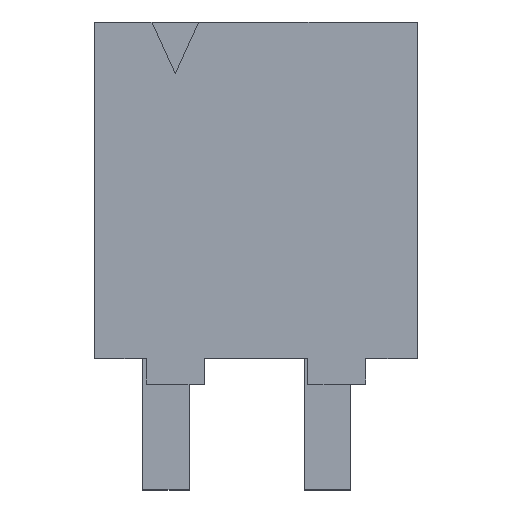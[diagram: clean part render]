
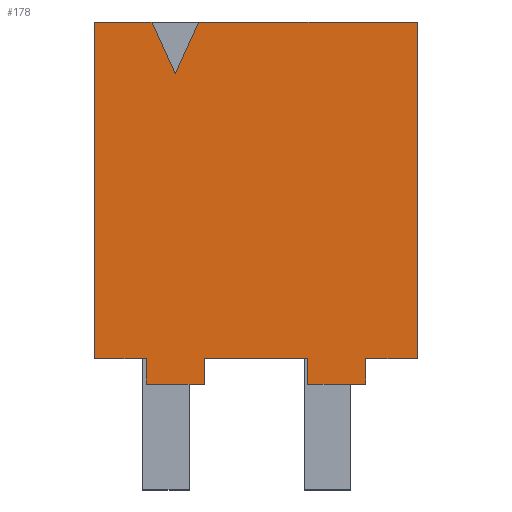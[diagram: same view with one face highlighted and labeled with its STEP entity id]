
A CAD part, top view. The second image highlights one B-rep face of the part: STEP entity #178.
In plain terms, the highlighted planar face has unit normal (0, 0, 1).
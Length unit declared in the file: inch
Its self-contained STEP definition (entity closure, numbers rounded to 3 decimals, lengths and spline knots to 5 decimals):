
#178 = ADVANCED_FACE( '', ( #270 ), #271, .F. );
#270 = FACE_OUTER_BOUND( '', #447, .T. );
#271 = PLANE( '', #448 );
#447 = EDGE_LOOP( '', ( #667, #668, #669, #670, #671, #672, #673, #674, #675, #676, #677, #678, #679, #680, #681 ) );
#448 = AXIS2_PLACEMENT_3D( '', #682, #683, #684 );
#667 = ORIENTED_EDGE( '', *, *, #1274, .F. );
#668 = ORIENTED_EDGE( '', *, *, #1280, .F. );
#669 = ORIENTED_EDGE( '', *, *, #1306, .F. );
#670 = ORIENTED_EDGE( '', *, *, #1304, .T. );
#671 = ORIENTED_EDGE( '', *, *, #1307, .F. );
#672 = ORIENTED_EDGE( '', *, *, #1308, .F. );
#673 = ORIENTED_EDGE( '', *, *, #1288, .T. );
#674 = ORIENTED_EDGE( '', *, *, #1309, .F. );
#675 = ORIENTED_EDGE( '', *, *, #1310, .F. );
#676 = ORIENTED_EDGE( '', *, *, #1311, .F. );
#677 = ORIENTED_EDGE( '', *, *, #1294, .T. );
#678 = ORIENTED_EDGE( '', *, *, #1312, .F. );
#679 = ORIENTED_EDGE( '', *, *, #1313, .F. );
#680 = ORIENTED_EDGE( '', *, *, #1298, .F. );
#681 = ORIENTED_EDGE( '', *, *, #1314, .F. );
#682 = CARTESIAN_POINT( '', ( -0.156, 0.35, 0.1 ) );
#683 = DIRECTION( '', ( 0., 0., -1. ) );
#684 = DIRECTION( '', ( -1., 0., 0. ) );
#1274 = EDGE_CURVE( '', #1487, #1488, #1489, .T. );
#1280 = EDGE_CURVE( '', #1498, #1487, #1499, .T. );
#1288 = EDGE_CURVE( '', #1514, #1512, #1515, .T. );
#1294 = EDGE_CURVE( '', #1525, #1526, #1527, .T. );
#1298 = EDGE_CURVE( '', #1533, #1534, #1535, .T. );
#1304 = EDGE_CURVE( '', #1546, #1544, #1547, .T. );
#1306 = EDGE_CURVE( '', #1546, #1498, #1549, .T. );
#1307 = EDGE_CURVE( '', #1550, #1544, #1551, .T. );
#1308 = EDGE_CURVE( '', #1514, #1550, #1552, .T. );
#1309 = EDGE_CURVE( '', #1553, #1512, #1554, .T. );
#1310 = EDGE_CURVE( '', #1555, #1553, #1556, .T. );
#1311 = EDGE_CURVE( '', #1525, #1555, #1557, .T. );
#1312 = EDGE_CURVE( '', #1558, #1526, #1559, .T. );
#1313 = EDGE_CURVE( '', #1534, #1558, #1560, .T. );
#1314 = EDGE_CURVE( '', #1488, #1533, #1561, .T. );
#1487 = VERTEX_POINT( '', #1842 );
#1488 = VERTEX_POINT( '', #1843 );
#1489 = LINE( '', #1844, #1845 );
#1498 = VERTEX_POINT( '', #1859 );
#1499 = LINE( '', #1860, #1861 );
#1512 = VERTEX_POINT( '', #1880 );
#1514 = VERTEX_POINT( '', #1883 );
#1515 = LINE( '', #1884, #1885 );
#1525 = VERTEX_POINT( '', #1900 );
#1526 = VERTEX_POINT( '', #1901 );
#1527 = LINE( '', #1902, #1903 );
#1533 = VERTEX_POINT( '', #1912 );
#1534 = VERTEX_POINT( '', #1913 );
#1535 = LINE( '', #1914, #1915 );
#1544 = VERTEX_POINT( '', #1928 );
#1546 = VERTEX_POINT( '', #1931 );
#1547 = LINE( '', #1932, #1933 );
#1549 = LINE( '', #1936, #1937 );
#1550 = VERTEX_POINT( '', #1938 );
#1551 = LINE( '', #1939, #1940 );
#1552 = LINE( '', #1941, #1942 );
#1553 = VERTEX_POINT( '', #1943 );
#1554 = LINE( '', #1944, #1945 );
#1555 = VERTEX_POINT( '', #1946 );
#1556 = LINE( '', #1947, #1948 );
#1557 = LINE( '', #1949, #1950 );
#1558 = VERTEX_POINT( '', #1951 );
#1559 = LINE( '', #1952, #1953 );
#1560 = LINE( '', #1954, #1955 );
#1561 = LINE( '', #1956, #1957 );
#1842 = CARTESIAN_POINT( '', ( -0.078, 0.3, 0.1 ) );
#1843 = CARTESIAN_POINT( '', ( -0.0555, 0.35, 0.1 ) );
#1844 = CARTESIAN_POINT( '', ( -0.078, 0.3, 0.1 ) );
#1845 = VECTOR( '', #2402, 39.37008 );
#1859 = CARTESIAN_POINT( '', ( -0.1005, 0.35, 0.1 ) );
#1860 = CARTESIAN_POINT( '', ( -0.1005, 0.35, 0.1 ) );
#1861 = VECTOR( '', #2408, 39.37008 );
#1880 = CARTESIAN_POINT( '', ( -0.05, 0., 0.1 ) );
#1883 = CARTESIAN_POINT( '', ( -0.106, 0., 0.1 ) );
#1884 = CARTESIAN_POINT( '', ( -0.156, 0., 0.1 ) );
#1885 = VECTOR( '', #2416, 39.37008 );
#1900 = CARTESIAN_POINT( '', ( 0.05, 0., 0.1 ) );
#1901 = CARTESIAN_POINT( '', ( 0.106, 0., 0.1 ) );
#1902 = CARTESIAN_POINT( '', ( -0.156, 0., 0.1 ) );
#1903 = VECTOR( '', #2422, 39.37008 );
#1912 = CARTESIAN_POINT( '', ( 0.156, 0.35, 0.1 ) );
#1913 = CARTESIAN_POINT( '', ( 0.156, 0.025, 0.1 ) );
#1914 = CARTESIAN_POINT( '', ( 0.156, 0.35, 0.1 ) );
#1915 = VECTOR( '', #2426, 39.37008 );
#1928 = CARTESIAN_POINT( '', ( -0.156, 0.025, 0.1 ) );
#1931 = CARTESIAN_POINT( '', ( -0.156, 0.35, 0.1 ) );
#1932 = CARTESIAN_POINT( '', ( -0.156, 0.35, 0.1 ) );
#1933 = VECTOR( '', #2432, 39.37008 );
#1936 = CARTESIAN_POINT( '', ( -0.156, 0.35, 0.1 ) );
#1937 = VECTOR( '', #2434, 39.37008 );
#1938 = CARTESIAN_POINT( '', ( -0.106, 0.025, 0.1 ) );
#1939 = CARTESIAN_POINT( '', ( -0.106, 0.025, 0.1 ) );
#1940 = VECTOR( '', #2435, 39.37008 );
#1941 = CARTESIAN_POINT( '', ( -0.106, 0., 0.1 ) );
#1942 = VECTOR( '', #2436, 39.37008 );
#1943 = CARTESIAN_POINT( '', ( -0.05, 0.025, 0.1 ) );
#1944 = CARTESIAN_POINT( '', ( -0.05, 0.025, 0.1 ) );
#1945 = VECTOR( '', #2437, 39.37008 );
#1946 = CARTESIAN_POINT( '', ( 0.05, 0.025, 0.1 ) );
#1947 = CARTESIAN_POINT( '', ( 0.05, 0.025, 0.1 ) );
#1948 = VECTOR( '', #2438, 39.37008 );
#1949 = CARTESIAN_POINT( '', ( 0.05, 0., 0.1 ) );
#1950 = VECTOR( '', #2439, 39.37008 );
#1951 = CARTESIAN_POINT( '', ( 0.106, 0.025, 0.1 ) );
#1952 = CARTESIAN_POINT( '', ( 0.106, 0.025, 0.1 ) );
#1953 = VECTOR( '', #2440, 39.37008 );
#1954 = CARTESIAN_POINT( '', ( 0.206, 0.025, 0.1 ) );
#1955 = VECTOR( '', #2441, 39.37008 );
#1956 = CARTESIAN_POINT( '', ( -0.156, 0.35, 0.1 ) );
#1957 = VECTOR( '', #2442, 39.37008 );
#2402 = DIRECTION( '', ( 0.41, 0.912, 0. ) );
#2408 = DIRECTION( '', ( 0.41, -0.912, 0. ) );
#2416 = DIRECTION( '', ( 1., 0., 0. ) );
#2422 = DIRECTION( '', ( 1., 0., 0. ) );
#2426 = DIRECTION( '', ( 0., -1., 0. ) );
#2432 = DIRECTION( '', ( 0., -1., 0. ) );
#2434 = DIRECTION( '', ( 1., 0., 0. ) );
#2435 = DIRECTION( '', ( -1., 0., 0. ) );
#2436 = DIRECTION( '', ( 0., 1., 0. ) );
#2437 = DIRECTION( '', ( 0., -1., 0. ) );
#2438 = DIRECTION( '', ( -1., 0., 0. ) );
#2439 = DIRECTION( '', ( 0., 1., 0. ) );
#2440 = DIRECTION( '', ( 0., -1., 0. ) );
#2441 = DIRECTION( '', ( -1., 0., 0. ) );
#2442 = DIRECTION( '', ( 1., 0., 0. ) );
